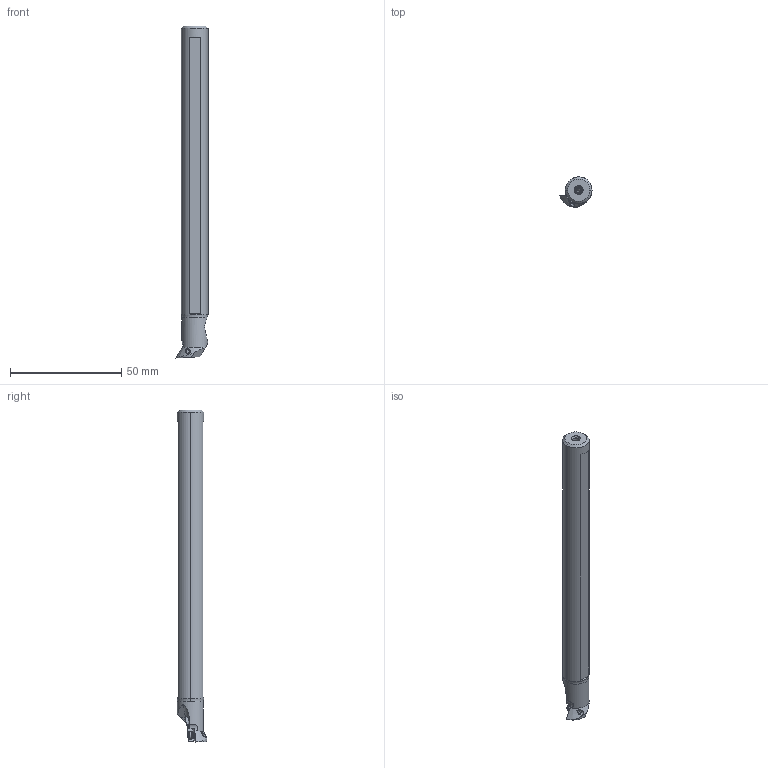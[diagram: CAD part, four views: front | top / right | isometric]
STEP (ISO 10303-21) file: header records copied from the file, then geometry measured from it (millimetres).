
FILE_DESCRIPTION(/* description */ (''),/* implementation_level */ '2;1');
FILE_NAME(/* name */ 'FSDUC1612R-07A.stp',/* time_stamp */ '2021-11-11T11:27:53+09:00',/* author */ (''),/* organization */ (''),/* preprocessor_version */ 'ST-DEVELOPER v16',/* originating_system */ 'SIEMENS PLM Software NX 10.0',/* authorisation */ '');
FILE_SCHEMA (('AUTOMOTIVE_DESIGN { 1 0 10303 214 3 1 1 1 }'));
Length unit declared in the file: millimetre
Products named in the file (1): FSDUC1612R-07A_ASM
Bounding box: 14.48 x 13.42 x 149.5 mm (x, y, z)
Volume: 14713.4 mm3; surface area: 7121.8 mm2
Topology: 2 solids, 2 shells, 104 faces, 305 edges, 205 vertices
Faces by surface type: cylinder 43, plane 32, cone 17, torus 6, sphere 6
Entity records: 4562 total; most frequent: CARTESIAN_POINT 1782, ORIENTED_EDGE 600, DIRECTION 535, EDGE_CURVE 300, AXIS2_PLACEMENT_3D 218, VERTEX_POINT 202, EDGE_LOOP 110, ADVANCED_FACE 104
